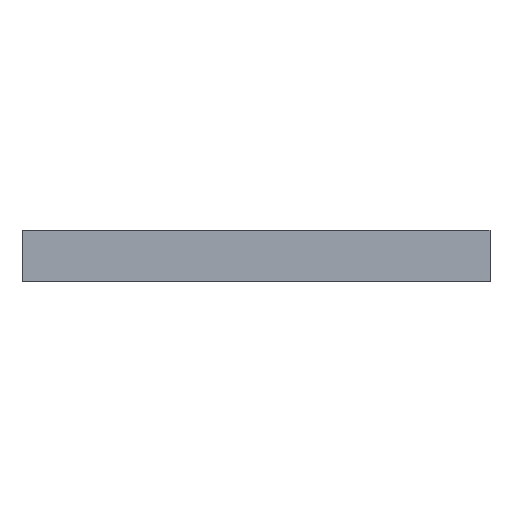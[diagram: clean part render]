
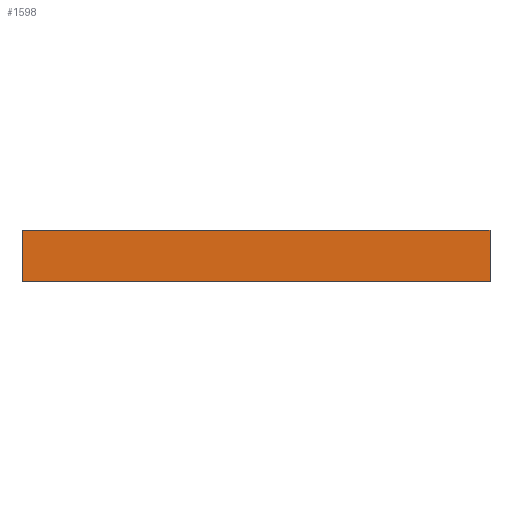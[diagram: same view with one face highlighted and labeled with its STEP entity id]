
A CAD part, top view. The second image highlights one B-rep face of the part: STEP entity #1598.
In plain terms, the highlighted planar face has unit normal (0, 0, 1).
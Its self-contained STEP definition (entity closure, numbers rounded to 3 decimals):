
#20 = ORIENTED_EDGE ( 'NONE', *, *, #265, .T. ) ;
#102 = CARTESIAN_POINT ( 'NONE',  ( -27.5, 6., 22.9 ) ) ;
#135 = VECTOR ( 'NONE', #718, 1000. ) ;
#189 = VERTEX_POINT ( 'NONE', #910 ) ;
#196 = DIRECTION ( 'NONE',  ( 1., 0., 0. ) ) ;
#233 = PLANE ( 'NONE',  #1377 ) ;
#265 = EDGE_CURVE ( 'NONE', #1507, #189, #559, .T. ) ;
#336 = CARTESIAN_POINT ( 'NONE',  ( 27.5, 6., 22.9 ) ) ;
#343 = CARTESIAN_POINT ( 'NONE',  ( -27.5, 6., 22.9 ) ) ;
#355 = DIRECTION ( 'NONE',  ( -1., 0., 0. ) ) ;
#360 = FACE_OUTER_BOUND ( 'NONE', #1395, .T. ) ;
#361 = LINE ( 'NONE', #343, #1359 ) ;
#388 = EDGE_CURVE ( 'NONE', #1369, #189, #483, .T. ) ;
#483 = LINE ( 'NONE', #1207, #135 ) ;
#559 = LINE ( 'NONE', #1059, #1516 ) ;
#574 = DIRECTION ( 'NONE',  ( 0., 0., -1. ) ) ;
#718 = DIRECTION ( 'NONE',  ( 0., -1., 0. ) ) ;
#827 = ORIENTED_EDGE ( 'NONE', *, *, #1403, .T. ) ;
#854 = DIRECTION ( 'NONE',  ( 0., -1., 0. ) ) ;
#910 = CARTESIAN_POINT ( 'NONE',  ( 27.5, 0., 22.9 ) ) ;
#940 = DIRECTION ( 'NONE',  ( 1., 0., 0. ) ) ;
#1044 = CARTESIAN_POINT ( 'NONE',  ( -27.5, 6., 22.9 ) ) ;
#1059 = CARTESIAN_POINT ( 'NONE',  ( -27.5, 0., 22.9 ) ) ;
#1062 = CARTESIAN_POINT ( 'NONE',  ( -27.5, 6., 22.9 ) ) ;
#1166 = CARTESIAN_POINT ( 'NONE',  ( -27.5, 0., 22.9 ) ) ;
#1175 = VECTOR ( 'NONE', #196, 1000. ) ;
#1207 = CARTESIAN_POINT ( 'NONE',  ( 27.5, 6., 22.9 ) ) ;
#1222 = VERTEX_POINT ( 'NONE', #1044 ) ;
#1283 = EDGE_CURVE ( 'NONE', #1222, #1369, #1510, .T. ) ;
#1359 = VECTOR ( 'NONE', #854, 1000. ) ;
#1369 = VERTEX_POINT ( 'NONE', #336 ) ;
#1377 = AXIS2_PLACEMENT_3D ( 'NONE', #102, #574, #355 ) ;
#1395 = EDGE_LOOP ( 'NONE', ( #20, #1398, #1538, #827 ) ) ;
#1398 = ORIENTED_EDGE ( 'NONE', *, *, #388, .F. ) ;
#1403 = EDGE_CURVE ( 'NONE', #1222, #1507, #361, .T. ) ;
#1507 = VERTEX_POINT ( 'NONE', #1166 ) ;
#1510 = LINE ( 'NONE', #1062, #1175 ) ;
#1516 = VECTOR ( 'NONE', #940, 1000. ) ;
#1538 = ORIENTED_EDGE ( 'NONE', *, *, #1283, .F. ) ;
#1598 = ADVANCED_FACE ( 'NONE', ( #360 ), #233, .F. ) ;
